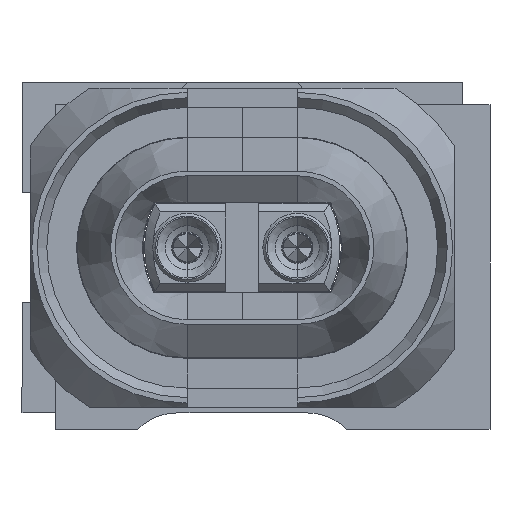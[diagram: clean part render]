
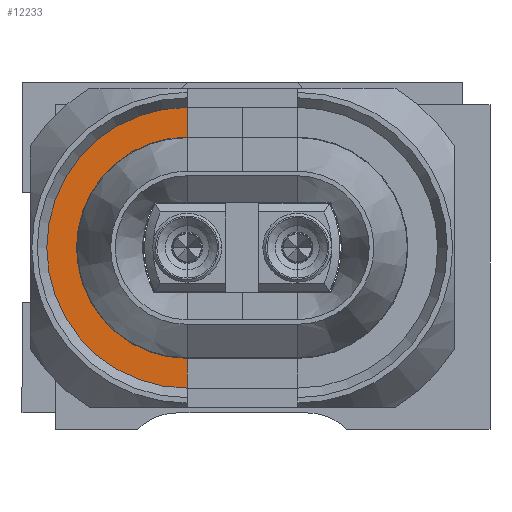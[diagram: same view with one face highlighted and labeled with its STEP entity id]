
A CAD part, left-side view. The second image highlights one B-rep face of the part: STEP entity #12233.
In plain terms, the highlighted face is planar.
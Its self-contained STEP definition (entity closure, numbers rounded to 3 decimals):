
#1011 = LINE ( 'NONE', #6227, #10354 ) ;
#1967 = CARTESIAN_POINT ( 'NONE',  ( 1., -6.1, -2. ) ) ;
#3169 = EDGE_CURVE ( 'NONE', #15327, #12376, #1011, .T. ) ;
#3659 = LINE ( 'NONE', #3914, #4647 ) ;
#3914 = CARTESIAN_POINT ( 'NONE',  ( 1., -6.1, 2. ) ) ;
#4536 = EDGE_LOOP ( 'NONE', ( #16915, #17106, #5292, #10402 ) ) ;
#4647 = VECTOR ( 'NONE', #6272, 1000. ) ;
#4682 = PLANE ( 'NONE',  #11950 ) ;
#4755 = DIRECTION ( 'NONE',  ( 0., 0., -1. ) ) ;
#5243 = VERTEX_POINT ( 'NONE', #16283 ) ;
#5292 = ORIENTED_EDGE ( 'NONE', *, *, #13988, .T. ) ;
#6146 = AXIS2_PLACEMENT_3D ( 'NONE', #13065, #12106, #6634 ) ;
#6227 = CARTESIAN_POINT ( 'NONE',  ( 1., -6.1, -2. ) ) ;
#6237 = FACE_OUTER_BOUND ( 'NONE', #4536, .T. ) ;
#6272 = DIRECTION ( 'NONE',  ( 0., 0., 1. ) ) ;
#6278 = CARTESIAN_POINT ( 'NONE',  ( 1., -6.1, 0. ) ) ;
#6634 = DIRECTION ( 'NONE',  ( 0., 0., -1. ) ) ;
#7195 = CARTESIAN_POINT ( 'NONE',  ( 1., -6.1, -2. ) ) ;
#7296 = DIRECTION ( 'NONE',  ( 0., 0., -1. ) ) ;
#7704 = AXIS2_PLACEMENT_3D ( 'NONE', #6278, #16986, #10024 ) ;
#7750 = EDGE_CURVE ( 'NONE', #12546, #5243, #3659, .T. ) ;
#9690 = EDGE_CURVE ( 'NONE', #12376, #5243, #16869, .T. ) ;
#10024 = DIRECTION ( 'NONE',  ( 0., 0., -1. ) ) ;
#10354 = VECTOR ( 'NONE', #4755, 1000. ) ;
#10402 = ORIENTED_EDGE ( 'NONE', *, *, #7750, .T. ) ;
#11950 = AXIS2_PLACEMENT_3D ( 'NONE', #1967, #15476, #7296 ) ;
#12106 = DIRECTION ( 'NONE',  ( 0., -1., 0. ) ) ;
#12233 = ADVANCED_FACE ( 'NONE', ( #6237 ), #4682, .F. ) ;
#12376 = VERTEX_POINT ( 'NONE', #17039 ) ;
#12516 = CIRCLE ( 'NONE', #6146, 2. ) ;
#12546 = VERTEX_POINT ( 'NONE', #13442 ) ;
#13065 = CARTESIAN_POINT ( 'NONE',  ( 1., -6.1, 0. ) ) ;
#13442 = CARTESIAN_POINT ( 'NONE',  ( 1., -6.1, 2. ) ) ;
#13988 = EDGE_CURVE ( 'NONE', #15327, #12546, #12516, .T. ) ;
#15327 = VERTEX_POINT ( 'NONE', #7195 ) ;
#15476 = DIRECTION ( 'NONE',  ( 0., -1., 0. ) ) ;
#16283 = CARTESIAN_POINT ( 'NONE',  ( 1., -6.1, 2.55 ) ) ;
#16869 = CIRCLE ( 'NONE', #7704, 2.55 ) ;
#16915 = ORIENTED_EDGE ( 'NONE', *, *, #9690, .F. ) ;
#16986 = DIRECTION ( 'NONE',  ( 0., -1., 0. ) ) ;
#17039 = CARTESIAN_POINT ( 'NONE',  ( 1., -6.1, -2.55 ) ) ;
#17106 = ORIENTED_EDGE ( 'NONE', *, *, #3169, .F. ) ;
